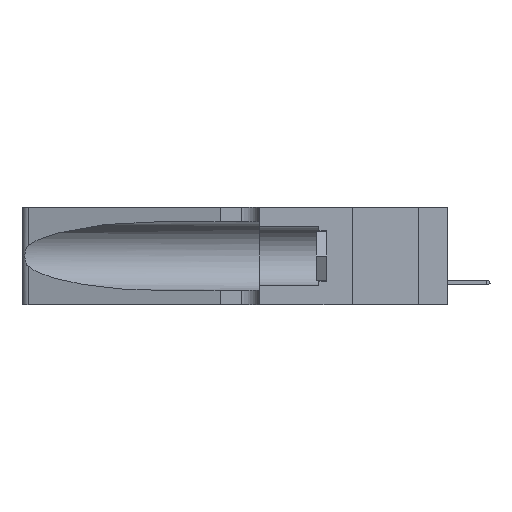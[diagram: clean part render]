
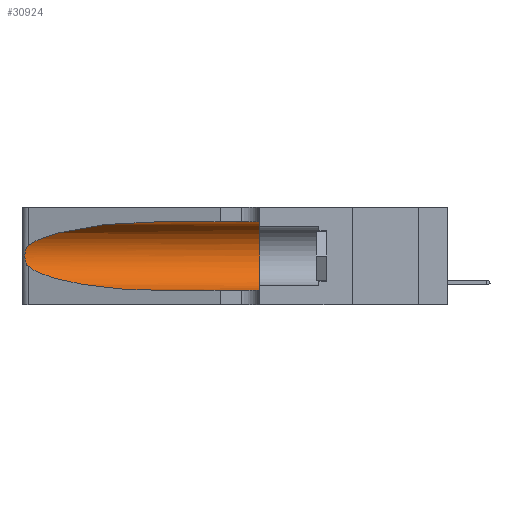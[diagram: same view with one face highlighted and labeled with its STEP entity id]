
A CAD part, left-side view. The second image highlights one B-rep face of the part: STEP entity #30924.
In plain terms, the highlighted cylindrical face has radius 3.308 mm (diameter 6.617 mm), a partial arc.
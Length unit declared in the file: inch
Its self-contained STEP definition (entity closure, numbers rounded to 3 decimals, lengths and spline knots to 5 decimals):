
#1041 = CARTESIAN_POINT ( 'NONE',  ( 0.25789, 1.23486, 0.15765 ) ) ;
#2005 = VERTEX_POINT ( 'NONE', #27811 ) ;
#2184 = CARTESIAN_POINT ( 'NONE',  ( 0.2373, 1.15595, 0.08982 ) ) ;
#2903 = DIRECTION ( 'NONE',  ( 0., -1., 0. ) ) ;
#3659 = CARTESIAN_POINT ( 'NONE',  ( 0.25487, 1.22718, 0.14631 ) ) ;
#3856 = ORIENTED_EDGE ( 'NONE', *, *, #27720, .T. ) ;
#3880 = CARTESIAN_POINT ( 'NONE',  ( 0.25555, 1.22993, 0.14849 ) ) ;
#3885 =( BOUNDED_CURVE ( )  B_SPLINE_CURVE ( 3, ( #24272, #2184, #9230, #14478 ),
 .UNSPECIFIED., .F., .T. ) 
 B_SPLINE_CURVE_WITH_KNOTS ( ( 4, 4 ),
 ( 3.44316, 4.71239 ),
 .UNSPECIFIED. ) 
 CURVE ( )  GEOMETRIC_REPRESENTATION_ITEM ( )  RATIONAL_B_SPLINE_CURVE ( ( 1., 0.87, 0.87, 1. ) ) 
 REPRESENTATION_ITEM ( '' )  );
#4709 = ORIENTED_EDGE ( 'NONE', *, *, #12863, .T. ) ;
#4740 = ORIENTED_EDGE ( 'NONE', *, *, #7213, .T. ) ;
#4974 = ORIENTED_EDGE ( 'NONE', *, *, #24950, .F. ) ;
#5147 = LINE ( 'NONE', #12586, #10936 ) ;
#5505 = AXIS2_PLACEMENT_3D ( 'NONE', #15386, #30508, #15729 ) ;
#6827 = CARTESIAN_POINT ( 'NONE',  ( 0.1305, 0.35, 0.31525 ) ) ;
#7213 = EDGE_CURVE ( 'NONE', #30038, #27924, #3885, .T. ) ;
#8276 = VERTEX_POINT ( 'NONE', #31948 ) ;
#8471 = AXIS2_PLACEMENT_3D ( 'NONE', #14191, #26648, #26863 ) ;
#8653 = CARTESIAN_POINT ( 'NONE',  ( 0.25856, 1.23593, 0.16098 ) ) ;
#8706 = EDGE_CURVE ( 'NONE', #2005, #30038, #29354, .T. ) ;
#9108 = CARTESIAN_POINT ( 'NONE',  ( 0.25487, 1.22718, 0.14631 ) ) ;
#9230 = CARTESIAN_POINT ( 'NONE',  ( 0.18966, 0.96281, 0.05475 ) ) ;
#9524 = CARTESIAN_POINT ( 'NONE',  ( 0.1305, 1.61858, 0.05475 ) ) ;
#9946 = EDGE_LOOP ( 'NONE', ( #4709, #27957, #4740, #3856, #4974, #29030 ) ) ;
#10080 = VERTEX_POINT ( 'NONE', #6827 ) ;
#10918 = CARTESIAN_POINT ( 'NONE',  ( 0.25854, 1.2359, 0.20912 ) ) ;
#10936 = VECTOR ( 'NONE', #2903, 39.37008 ) ;
#11014 = CARTESIAN_POINT ( 'NONE',  ( 0.26017, 1.23833, 0.17102 ) ) ;
#12586 = CARTESIAN_POINT ( 'NONE',  ( 0.1305, 1.61858, 0.31525 ) ) ;
#12863 = EDGE_CURVE ( 'NONE', #20768, #2005, #23614, .T. ) ;
#14034 = CARTESIAN_POINT ( 'NONE',  ( 0.25487, 1.22718, 0.22369 ) ) ;
#14191 = CARTESIAN_POINT ( 'NONE',  ( 0.1305, 0.35, 0.185 ) ) ;
#14478 = CARTESIAN_POINT ( 'NONE',  ( 0.1305, 0.72297, 0.05475 ) ) ;
#14923 = FACE_OUTER_BOUND ( 'NONE', #9946, .T. ) ;
#15386 = CARTESIAN_POINT ( 'NONE',  ( 0.1305, 1.61858, 0.185 ) ) ;
#15729 = DIRECTION ( 'NONE',  ( 0., 0., -1. ) ) ;
#17691 = CARTESIAN_POINT ( 'NONE',  ( 0.1305, 0.72297, 0.05475 ) ) ;
#18159 = CARTESIAN_POINT ( 'NONE',  ( 0.1305, 0.72297, 0.31525 ) ) ;
#18188 = CIRCLE ( 'NONE', #8471, 0.13025 ) ;
#18361 = CARTESIAN_POINT ( 'NONE',  ( 0.25787, 1.23484, 0.2124 ) ) ;
#20153 = CARTESIAN_POINT ( 'NONE',  ( 0.25487, 1.22718, 0.22369 ) ) ;
#20768 = VERTEX_POINT ( 'NONE', #18159 ) ;
#20982 = CARTESIAN_POINT ( 'NONE',  ( 0.26075, 1.23896, 0.178 ) ) ;
#21200 = CARTESIAN_POINT ( 'NONE',  ( 0.26018, 1.23835, 0.19895 ) ) ;
#23614 =( BOUNDED_CURVE ( )  B_SPLINE_CURVE ( 3, ( #26277, #26392, #28885, #14034 ),
 .UNSPECIFIED., .F., .T. ) 
 B_SPLINE_CURVE_WITH_KNOTS ( ( 4, 4 ),
 ( 1.5708, 2.84003 ),
 .UNSPECIFIED. ) 
 CURVE ( )  GEOMETRIC_REPRESENTATION_ITEM ( )  RATIONAL_B_SPLINE_CURVE ( ( 1., 0.87, 0.87, 1. ) ) 
 REPRESENTATION_ITEM ( '' )  );
#23814 = LINE ( 'NONE', #9524, #28826 ) ;
#24272 = CARTESIAN_POINT ( 'NONE',  ( 0.25487, 1.22718, 0.14631 ) ) ;
#24950 = EDGE_CURVE ( 'NONE', #10080, #8276, #18188, .T. ) ;
#26277 = CARTESIAN_POINT ( 'NONE',  ( 0.1305, 0.72297, 0.31525 ) ) ;
#26392 = CARTESIAN_POINT ( 'NONE',  ( 0.18966, 0.96281, 0.31525 ) ) ;
#26509 = CYLINDRICAL_SURFACE ( 'NONE', #5505, 0.13025 ) ;
#26648 = DIRECTION ( 'NONE',  ( 0., 1., 0. ) ) ;
#26863 = DIRECTION ( 'NONE',  ( 0., 0., 1. ) ) ;
#27484 = EDGE_CURVE ( 'NONE', #20768, #10080, #5147, .T. ) ;
#27720 = EDGE_CURVE ( 'NONE', #27924, #8276, #23814, .T. ) ;
#27811 = CARTESIAN_POINT ( 'NONE',  ( 0.25487, 1.22718, 0.22369 ) ) ;
#27924 = VERTEX_POINT ( 'NONE', #17691 ) ;
#27957 = ORIENTED_EDGE ( 'NONE', *, *, #8706, .T. ) ;
#28209 = CARTESIAN_POINT ( 'NONE',  ( 0.25639, 1.23184, 0.21858 ) ) ;
#28312 = CARTESIAN_POINT ( 'NONE',  ( 0.25639, 1.23186, 0.15144 ) ) ;
#28627 = CARTESIAN_POINT ( 'NONE',  ( 0.26075, 1.23896, 0.19203 ) ) ;
#28826 = VECTOR ( 'NONE', #31549, 39.37008 ) ;
#28885 = CARTESIAN_POINT ( 'NONE',  ( 0.2373, 1.15595, 0.28018 ) ) ;
#29030 = ORIENTED_EDGE ( 'NONE', *, *, #27484, .F. ) ;
#29354 = B_SPLINE_CURVE_WITH_KNOTS ( 'NONE', 3,
 ( #20153, #30651, #28209, #18361, #10918, #21200, #28627, #20982, #11014, #8653, #1041, #28312, #3880, #3659 ),
 .UNSPECIFIED., .F., .F.,
 ( 4, 2, 2, 2, 2, 2, 4 ),
 ( 0., 0.00027, 0.00053, 0.00107, 0.0016, 0.00187, 0.00214 ),
 .UNSPECIFIED. ) ;
#30038 = VERTEX_POINT ( 'NONE', #9108 ) ;
#30508 = DIRECTION ( 'NONE',  ( 0., -1., 0. ) ) ;
#30651 = CARTESIAN_POINT ( 'NONE',  ( 0.25555, 1.22994, 0.2215 ) ) ;
#30924 = ADVANCED_FACE ( 'NONE', ( #14923 ), #26509, .F. ) ;
#31549 = DIRECTION ( 'NONE',  ( 0., -1., 0. ) ) ;
#31948 = CARTESIAN_POINT ( 'NONE',  ( 0.1305, 0.35, 0.05475 ) ) ;
